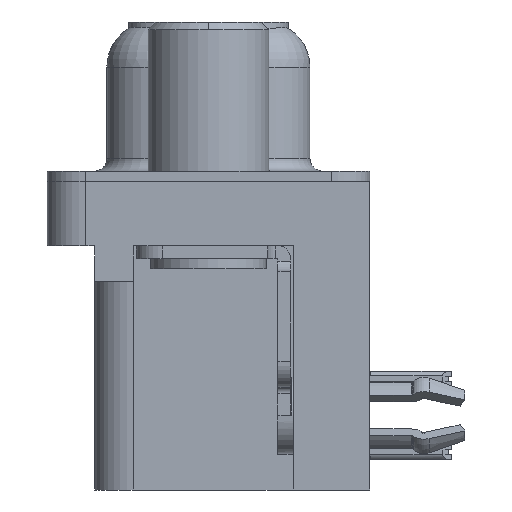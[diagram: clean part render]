
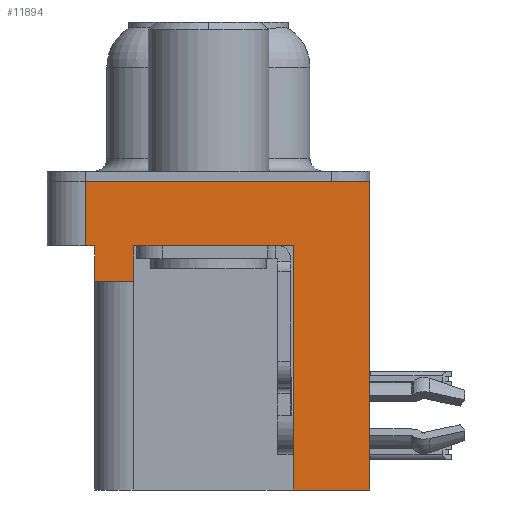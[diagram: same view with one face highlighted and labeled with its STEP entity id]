
A CAD part, left-side view. The second image highlights one B-rep face of the part: STEP entity #11894.
In plain terms, the highlighted planar face has unit normal (-1, 0, 0).
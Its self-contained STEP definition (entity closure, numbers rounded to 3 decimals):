
#732 = CARTESIAN_POINT ( 'NONE',  ( -2.91, -6.275, -2.5 ) ) ;
#940 = VECTOR ( 'NONE', #24804, 1000. ) ;
#1214 = CARTESIAN_POINT ( 'NONE',  ( -2.91, 4.775, -2.5 ) ) ;
#1635 = EDGE_CURVE ( 'NONE', #20367, #9648, #21791, .T. ) ;
#2167 = CARTESIAN_POINT ( 'NONE',  ( -2.91, -6.275, -12. ) ) ;
#2488 = VERTEX_POINT ( 'NONE', #9128 ) ;
#3560 = VECTOR ( 'NONE', #7325, 1000. ) ;
#3625 = VERTEX_POINT ( 'NONE', #15660 ) ;
#3715 = LINE ( 'NONE', #23277, #18814 ) ;
#3850 = ORIENTED_EDGE ( 'NONE', *, *, #21047, .F. ) ;
#3952 = VERTEX_POINT ( 'NONE', #24252 ) ;
#3992 = CARTESIAN_POINT ( 'NONE',  ( -2.91, 2.895, -3.9 ) ) ;
#4482 = PLANE ( 'NONE',  #26055 ) ;
#5129 = DIRECTION ( 'NONE',  ( 0., 1., 0. ) ) ;
#5254 = CARTESIAN_POINT ( 'NONE',  ( -2.91, -3.295, -12. ) ) ;
#5569 = VECTOR ( 'NONE', #24683, 1000. ) ;
#5612 = LINE ( 'NONE', #12047, #21354 ) ;
#5917 = LINE ( 'NONE', #10340, #24141 ) ;
#7325 = DIRECTION ( 'NONE',  ( 0., 0., 1. ) ) ;
#7767 = VECTOR ( 'NONE', #20155, 1000. ) ;
#8934 = ORIENTED_EDGE ( 'NONE', *, *, #21871, .T. ) ;
#8957 = CARTESIAN_POINT ( 'NONE',  ( -2.91, -6.275, -2.5 ) ) ;
#9122 = LINE ( 'NONE', #732, #940 ) ;
#9128 = CARTESIAN_POINT ( 'NONE',  ( -2.91, 2.895, -2.5 ) ) ;
#9648 = VERTEX_POINT ( 'NONE', #10081 ) ;
#9855 = DIRECTION ( 'NONE',  ( 0., 0., 1. ) ) ;
#9864 = LINE ( 'NONE', #1214, #3560 ) ;
#10081 = CARTESIAN_POINT ( 'NONE',  ( -2.91, -6.275, 0. ) ) ;
#10340 = CARTESIAN_POINT ( 'NONE',  ( -2.91, 4.425, -3.9 ) ) ;
#10571 = DIRECTION ( 'NONE',  ( 0., 0., 1. ) ) ;
#10623 = LINE ( 'NONE', #3992, #7767 ) ;
#10943 = LINE ( 'NONE', #8957, #5569 ) ;
#11894 = ADVANCED_FACE ( 'NONE', ( #23555 ), #4482, .T. ) ;
#12047 = CARTESIAN_POINT ( 'NONE',  ( -2.91, -3.295, -12. ) ) ;
#12196 = EDGE_CURVE ( 'NONE', #2488, #3625, #14747, .T. ) ;
#12627 = VERTEX_POINT ( 'NONE', #5254 ) ;
#12697 = EDGE_CURVE ( 'NONE', #17657, #14997, #3715, .T. ) ;
#13306 = ORIENTED_EDGE ( 'NONE', *, *, #12697, .F. ) ;
#13348 = EDGE_CURVE ( 'NONE', #19085, #12627, #19743, .T. ) ;
#13581 = ORIENTED_EDGE ( 'NONE', *, *, #20604, .T. ) ;
#14115 = CARTESIAN_POINT ( 'NONE',  ( -2.91, 4.775, -2.5 ) ) ;
#14528 = DIRECTION ( 'NONE',  ( -1., 0., 0. ) ) ;
#14594 = EDGE_LOOP ( 'NONE', ( #16220, #20630, #13581, #13306, #21649, #8934, #25640, #3850, #26052, #19837 ) ) ;
#14747 = LINE ( 'NONE', #17450, #17908 ) ;
#14795 = CARTESIAN_POINT ( 'NONE',  ( -2.91, -6.275, -2.5 ) ) ;
#14997 = VERTEX_POINT ( 'NONE', #16701 ) ;
#15217 = DIRECTION ( 'NONE',  ( 0., 0., 1. ) ) ;
#15605 = DIRECTION ( 'NONE',  ( 0., -1., 0. ) ) ;
#15660 = CARTESIAN_POINT ( 'NONE',  ( -2.91, -3.295, -2.5 ) ) ;
#16220 = ORIENTED_EDGE ( 'NONE', *, *, #1635, .F. ) ;
#16701 = CARTESIAN_POINT ( 'NONE',  ( -2.91, 4.425, -2.5 ) ) ;
#16924 = CARTESIAN_POINT ( 'NONE',  ( -2.91, -6.275, 0. ) ) ;
#17439 = EDGE_CURVE ( 'NONE', #17651, #20367, #9864, .T. ) ;
#17450 = CARTESIAN_POINT ( 'NONE',  ( -2.91, -6.275, -2.5 ) ) ;
#17651 = VERTEX_POINT ( 'NONE', #14115 ) ;
#17657 = VERTEX_POINT ( 'NONE', #17914 ) ;
#17908 = VECTOR ( 'NONE', #15605, 1000. ) ;
#17914 = CARTESIAN_POINT ( 'NONE',  ( -2.91, 4.425, -3.9 ) ) ;
#18814 = VECTOR ( 'NONE', #15217, 1000. ) ;
#19085 = VERTEX_POINT ( 'NONE', #2167 ) ;
#19743 = LINE ( 'NONE', #23507, #20662 ) ;
#19837 = ORIENTED_EDGE ( 'NONE', *, *, #22565, .T. ) ;
#19989 = CARTESIAN_POINT ( 'NONE',  ( -2.91, 4.775, 0. ) ) ;
#20155 = DIRECTION ( 'NONE',  ( 0., 0., 1. ) ) ;
#20367 = VERTEX_POINT ( 'NONE', #19989 ) ;
#20604 = EDGE_CURVE ( 'NONE', #17651, #14997, #9122, .T. ) ;
#20630 = ORIENTED_EDGE ( 'NONE', *, *, #17439, .F. ) ;
#20662 = VECTOR ( 'NONE', #5129, 1000. ) ;
#20938 = DIRECTION ( 'NONE',  ( 0., -1., 0. ) ) ;
#21047 = EDGE_CURVE ( 'NONE', #12627, #3625, #5612, .T. ) ;
#21354 = VECTOR ( 'NONE', #9855, 1000. ) ;
#21449 = EDGE_CURVE ( 'NONE', #3952, #17657, #5917, .T. ) ;
#21649 = ORIENTED_EDGE ( 'NONE', *, *, #21449, .F. ) ;
#21791 = LINE ( 'NONE', #16924, #22746 ) ;
#21871 = EDGE_CURVE ( 'NONE', #3952, #2488, #10623, .T. ) ;
#22565 = EDGE_CURVE ( 'NONE', #19085, #9648, #10943, .T. ) ;
#22746 = VECTOR ( 'NONE', #20938, 1000. ) ;
#23277 = CARTESIAN_POINT ( 'NONE',  ( -2.91, 4.425, -3.9 ) ) ;
#23507 = CARTESIAN_POINT ( 'NONE',  ( -2.91, -3.295, -12. ) ) ;
#23555 = FACE_OUTER_BOUND ( 'NONE', #14594, .T. ) ;
#24141 = VECTOR ( 'NONE', #24651, 1000. ) ;
#24252 = CARTESIAN_POINT ( 'NONE',  ( -2.91, 2.895, -3.9 ) ) ;
#24651 = DIRECTION ( 'NONE',  ( 0., 1., 0. ) ) ;
#24683 = DIRECTION ( 'NONE',  ( 0., 0., 1. ) ) ;
#24804 = DIRECTION ( 'NONE',  ( 0., -1., 0. ) ) ;
#25640 = ORIENTED_EDGE ( 'NONE', *, *, #12196, .T. ) ;
#26052 = ORIENTED_EDGE ( 'NONE', *, *, #13348, .F. ) ;
#26055 = AXIS2_PLACEMENT_3D ( 'NONE', #14795, #14528, #10571 ) ;
